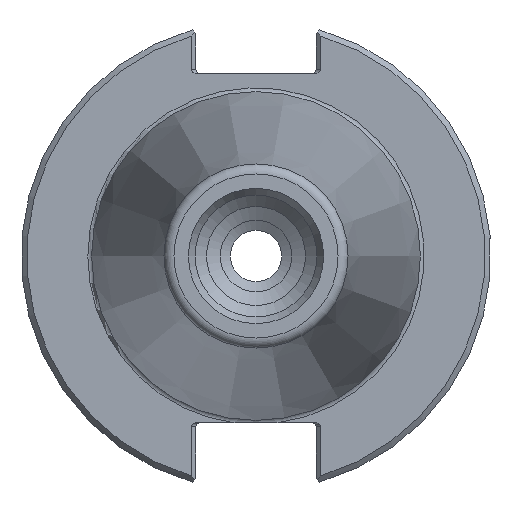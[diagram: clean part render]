
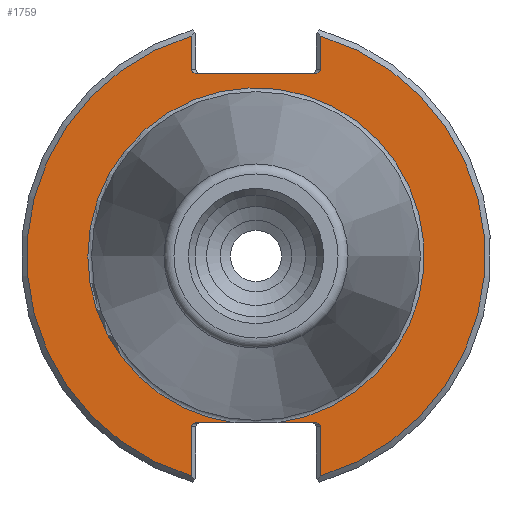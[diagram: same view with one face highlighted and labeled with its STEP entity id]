
A CAD part, left-side view. The second image highlights one B-rep face of the part: STEP entity #1759.
In plain terms, the highlighted planar face has unit normal (-1, 0, 0).
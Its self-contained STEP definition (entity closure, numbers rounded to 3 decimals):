
#88=LINE('',#4085,#169);
#96=LINE('',#4111,#177);
#103=LINE('',#4133,#184);
#111=LINE('',#4159,#192);
#112=LINE('',#4170,#193);
#115=LINE('',#4215,#196);
#116=LINE('',#4218,#197);
#169=VECTOR('',#2254,10.);
#177=VECTOR('',#2284,10.);
#184=VECTOR('',#2309,10.);
#192=VECTOR('',#2339,10.);
#193=VECTOR('',#2354,10.);
#196=VECTOR('',#2385,10.);
#197=VECTOR('',#2390,10.);
#203=ELLIPSE('',#1898,0.718,0.508);
#209=ELLIPSE('',#1913,0.718,0.508);
#210=ELLIPSE('',#1919,0.718,0.508);
#215=ELLIPSE('',#1933,0.718,0.508);
#248=PLANE('',#1957);
#453=FACE_OUTER_BOUND('',#601,.T.);
#601=EDGE_LOOP('',(#1441,#1442,#1443,#1444,#1445,#1446,#1447,#1448,#1449,
#1450,#1451,#1452,#1453,#1454));
#697=CIRCLE('',#1955,22.733);
#699=CIRCLE('',#1958,30.988);
#700=CIRCLE('',#1959,30.988);
#831=VERTEX_POINT('',#4065);
#832=VERTEX_POINT('',#4067);
#837=VERTEX_POINT('',#4083);
#841=VERTEX_POINT('',#4100);
#842=VERTEX_POINT('',#4102);
#844=VERTEX_POINT('',#4110);
#845=VERTEX_POINT('',#4114);
#846=VERTEX_POINT('',#4115);
#850=VERTEX_POINT('',#4131);
#853=VERTEX_POINT('',#4146);
#854=VERTEX_POINT('',#4148);
#857=VERTEX_POINT('',#4158);
#866=VERTEX_POINT('',#4198);
#867=VERTEX_POINT('',#4199);
#1018=EDGE_CURVE('',#831,#832,#203,.T.);
#1027=EDGE_CURVE('',#837,#831,#88,.T.);
#1036=EDGE_CURVE('',#841,#842,#209,.T.);
#1040=EDGE_CURVE('',#842,#844,#96,.T.);
#1042=EDGE_CURVE('',#845,#846,#210,.T.);
#1052=EDGE_CURVE('',#850,#845,#103,.T.);
#1060=EDGE_CURVE('',#853,#854,#215,.T.);
#1065=EDGE_CURVE('',#854,#857,#111,.T.);
#1070=EDGE_CURVE('',#832,#841,#112,.T.);
#1081=EDGE_CURVE('',#866,#867,#697,.T.);
#1083=EDGE_CURVE('',#846,#866,#115,.T.);
#1084=EDGE_CURVE('',#844,#850,#699,.T.);
#1085=EDGE_CURVE('',#857,#837,#700,.T.);
#1086=EDGE_CURVE('',#867,#853,#116,.T.);
#1441=ORIENTED_EDGE('',*,*,#1081,.F.);
#1442=ORIENTED_EDGE('',*,*,#1083,.F.);
#1443=ORIENTED_EDGE('',*,*,#1042,.F.);
#1444=ORIENTED_EDGE('',*,*,#1052,.F.);
#1445=ORIENTED_EDGE('',*,*,#1084,.F.);
#1446=ORIENTED_EDGE('',*,*,#1040,.F.);
#1447=ORIENTED_EDGE('',*,*,#1036,.F.);
#1448=ORIENTED_EDGE('',*,*,#1070,.F.);
#1449=ORIENTED_EDGE('',*,*,#1018,.F.);
#1450=ORIENTED_EDGE('',*,*,#1027,.F.);
#1451=ORIENTED_EDGE('',*,*,#1085,.F.);
#1452=ORIENTED_EDGE('',*,*,#1065,.F.);
#1453=ORIENTED_EDGE('',*,*,#1060,.F.);
#1454=ORIENTED_EDGE('',*,*,#1086,.F.);
#1759=ADVANCED_FACE('',(#453),#248,.T.);
#1898=AXIS2_PLACEMENT_3D('',#4068,#2234,#2235);
#1913=AXIS2_PLACEMENT_3D('',#4103,#2274,#2275);
#1919=AXIS2_PLACEMENT_3D('',#4116,#2289,#2290);
#1933=AXIS2_PLACEMENT_3D('',#4149,#2328,#2329);
#1955=AXIS2_PLACEMENT_3D('',#4211,#2379,#2380);
#1957=AXIS2_PLACEMENT_3D('',#4214,#2383,#2384);
#1958=AXIS2_PLACEMENT_3D('',#4216,#2386,#2387);
#1959=AXIS2_PLACEMENT_3D('',#4217,#2388,#2389);
#2234=DIRECTION('center_axis',(-1.,0.,0.));
#2235=DIRECTION('ref_axis',(0.,1.,0.));
#2254=DIRECTION('',(0.,0.,-1.));
#2274=DIRECTION('center_axis',(-1.,0.,0.));
#2275=DIRECTION('ref_axis',(0.,-1.,0.));
#2284=DIRECTION('',(0.,0.,1.));
#2289=DIRECTION('center_axis',(-1.,0.,0.));
#2290=DIRECTION('ref_axis',(0.,-1.,0.));
#2309=DIRECTION('',(0.,0.,1.));
#2328=DIRECTION('center_axis',(-1.,0.,0.));
#2329=DIRECTION('ref_axis',(0.,1.,0.));
#2339=DIRECTION('',(0.,0.,-1.));
#2354=DIRECTION('',(0.,-1.,0.));
#2379=DIRECTION('center_axis',(-1.,0.,0.));
#2380=DIRECTION('ref_axis',(0.,-1.,0.));
#2383=DIRECTION('center_axis',(-1.,0.,0.));
#2384=DIRECTION('ref_axis',(0.,0.,1.));
#2385=DIRECTION('',(0.,1.,0.));
#2386=DIRECTION('center_axis',(1.,0.,0.));
#2387=DIRECTION('ref_axis',(0.,-1.,0.));
#2388=DIRECTION('center_axis',(1.,0.,0.));
#2389=DIRECTION('ref_axis',(0.,1.,0.));
#2390=DIRECTION('',(0.,1.,0.));
#4065=CARTESIAN_POINT('',(3.175,8.763,25.197));
#4067=CARTESIAN_POINT('',(3.175,8.045,24.689));
#4068=CARTESIAN_POINT('Origin',(3.175,8.045,25.197));
#4083=CARTESIAN_POINT('',(3.175,8.763,29.723));
#4085=CARTESIAN_POINT('',(3.175,8.763,12.344));
#4100=CARTESIAN_POINT('',(3.175,-8.045,24.689));
#4102=CARTESIAN_POINT('',(3.175,-8.763,25.197));
#4103=CARTESIAN_POINT('Origin',(3.175,-8.045,25.197));
#4110=CARTESIAN_POINT('',(3.175,-8.763,29.723));
#4111=CARTESIAN_POINT('',(3.175,-8.763,12.344));
#4114=CARTESIAN_POINT('',(3.175,-8.763,-23.063));
#4115=CARTESIAN_POINT('',(3.175,-8.045,-22.555));
#4116=CARTESIAN_POINT('Origin',(3.175,-8.045,-23.063));
#4131=CARTESIAN_POINT('',(3.175,-8.763,-29.723));
#4133=CARTESIAN_POINT('',(3.175,-8.763,-11.278));
#4146=CARTESIAN_POINT('',(3.175,8.045,-22.555));
#4148=CARTESIAN_POINT('',(3.175,8.763,-23.063));
#4149=CARTESIAN_POINT('Origin',(3.175,8.045,-23.063));
#4158=CARTESIAN_POINT('',(3.175,8.763,-29.723));
#4159=CARTESIAN_POINT('',(3.175,8.763,-11.278));
#4170=CARTESIAN_POINT('',(3.175,13.494,24.689));
#4198=CARTESIAN_POINT('',(3.175,-2.838,-22.555));
#4199=CARTESIAN_POINT('',(3.175,2.838,-22.555));
#4211=CARTESIAN_POINT('Origin',(3.175,0.,0.));
#4214=CARTESIAN_POINT('Origin',(3.175,26.988,0.));
#4215=CARTESIAN_POINT('',(3.175,13.494,-22.555));
#4216=CARTESIAN_POINT('Origin',(3.175,0.,0.));
#4217=CARTESIAN_POINT('Origin',(3.175,0.,0.));
#4218=CARTESIAN_POINT('',(3.175,13.494,-22.555));
